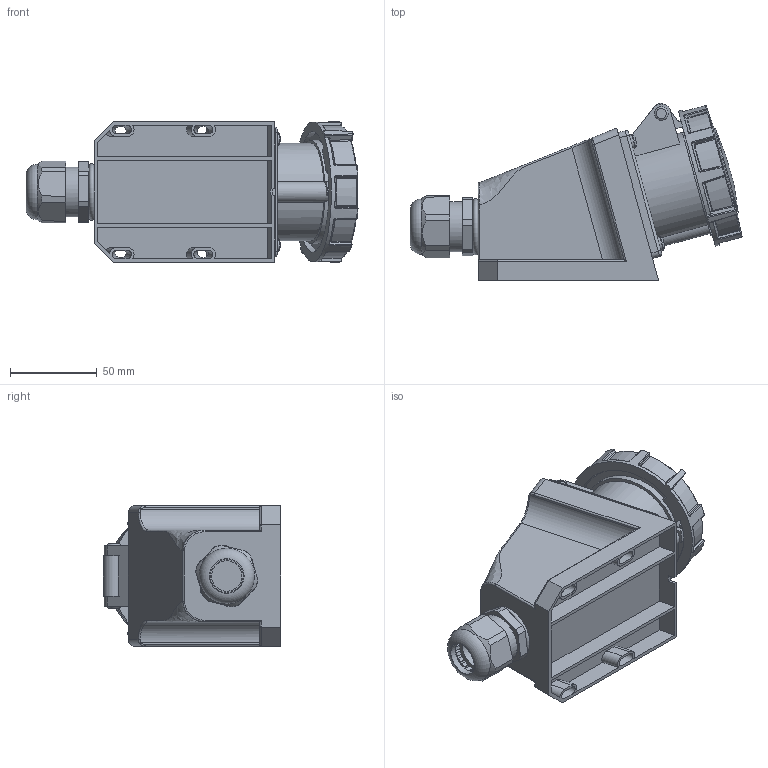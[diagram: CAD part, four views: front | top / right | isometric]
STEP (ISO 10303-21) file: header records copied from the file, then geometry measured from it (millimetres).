
FILE_DESCRIPTION (( 'STEP AP203' ), '1' );
FILE_NAME ('ps-1142-16-380.ÃÌ Ðîçåòêà ñòàöèîíàðíàÿ íàðóæíàÿ 1142 3Ð+ÐÅ 16À 380Â IP67 EKF PROxima.STEP', '2025-10-24T12:45:09', ( '' ), ( '' ), 'SwSTEP 2.0', 'SolidWorks 2021', '' );
FILE_SCHEMA (( 'CONFIG_CONTROL_DESIGN' ));
Length unit declared in the file: millimetre
Products named in the file (7): ps-1142-16-380.ÃÌ Ðîçåòêà ñòàöèîíàðíàÿ íàðóæíàÿ 1142 3Ð+ÐÅ 16À 380Â IP67 EKF PROxima; Êîïèÿ Êîïèÿ PS-1152-16-380.003 Êðûøêà^ps-1142-16-380.ÃÌ Ðîçåòêà ñòàöèîíàðíàÿ íàðóæíàÿ 1142 3Ð+ÐÅ 16À 380Â IP67 EKF PROxima; Êîïèÿ PS-1152-16-380.004 Øïëèíò^ps-1142-16-380.ÃÌ Ðîçåòêà ñòàöèîíàðíàÿ íàðóæíàÿ 1142 3Ð+ÐÅ 16À 380Â IP67 EKF PROxima; Êîïèÿ Êîïèÿ Âèíò Ì4 DIN 7985^ps-1142-16-380.ÃÌ Ðîçåòêà ñòàöèîíàðíàÿ íàðóæíàÿ 1142 3Ð+ÐÅ 16À 380Â IP67 EKF PROxima_‚¨­â Œ4å16 DIN 7985; Êîïèÿ PS-1152-16-380.002 Êîðïóñ^ps-1142-16-380.ÃÌ Ðîçåòêà ñòàöèîíàðíàÿ íàðóæíàÿ 1142 3Ð+ÐÅ 16À 380Â IP67 EKF PROxima; Êîïèÿ Êîïèÿ PS-1152-16-380.001 Îñíîâàíèå^ps-1142-16-380.ÃÌ Ðîçåòêà ñòàöèîíàðíàÿ íàðóæíàÿ 1142 3Ð+ÐÅ 16À 380Â IP67 EKF PROxima_00; Êîïèÿ Ñàëüíèê Ì25-1 IP68^ps-1142-16-380.ÃÌ Ðîçåòêà ñòàöèîíàðíàÿ íàðóæíàÿ 1142 3Ð+ÐÅ 16À 380Â IP67 EKF PROxima_00
Assembly tree (9 placements, depth 2):
  ps-1142-16-380.ÃÌ Ðîçåòêà ñòàöèîíàðíàÿ íàðóæíàÿ 1142 3Ð+ÐÅ 16À 380Â IP67 EKF PROxima
    Êîïèÿ Êîïèÿ PS-1152-16-380.001 Îñíîâàíèå^ps-1142-16-380.ÃÌ Ðîçåòêà ñòàöèîíàðíàÿ íàðóæíàÿ 1142 3Ð+ÐÅ 16À 380Â IP67 EKF PROxima_00
    Êîïèÿ PS-1152-16-380.002 Êîðïóñ^ps-1142-16-380.ÃÌ Ðîçåòêà ñòàöèîíàðíàÿ íàðóæíàÿ 1142 3Ð+ÐÅ 16À 380Â IP67 EKF PROxima
    Êîïèÿ Êîïèÿ PS-1152-16-380.003 Êðûøêà^ps-1142-16-380.ÃÌ Ðîçåòêà ñòàöèîíàðíàÿ íàðóæíàÿ 1142 3Ð+ÐÅ 16À 380Â IP67 EKF PROxima
    Êîïèÿ PS-1152-16-380.004 Øïëèíò^ps-1142-16-380.ÃÌ Ðîçåòêà ñòàöèîíàðíàÿ íàðóæíàÿ 1142 3Ð+ÐÅ 16À 380Â IP67 EKF PROxima
    Êîïèÿ Êîïèÿ Âèíò Ì4 DIN 7985^ps-1142-16-380.ÃÌ Ðîçåòêà ñòàöèîíàðíàÿ íàðóæíàÿ 1142 3Ð+ÐÅ 16À 380Â IP67 EKF PROxima_‚¨­â Œ4å16 DIN 7985  x4
    Êîïèÿ Ñàëüíèê Ì25-1 IP68^ps-1142-16-380.ÃÌ Ðîçåòêà ñòàöèîíàðíàÿ íàðóæíàÿ 1142 3Ð+ÐÅ 16À 380Â IP67 EKF PROxima_00
Bounding box: 191.34 x 102.03 x 81 mm (x, y, z)
Volume: 541018.8 mm3; surface area: 135842.7 mm2
Topology: 12 solids, 12 shells, 1199 faces, 2911 edges, 1759 vertices
Faces by surface type: plane 543, bspline 185, cone 183, cylinder 164, torus 101, sphere 23
Full cylindrical faces by diameter (mm): 4 x7, 4.8 x4, 5 x1, 5.2 x1, 5.4 x1, 5.6 x1, 6.5 x3, 7 x5, 8 x4, 8.3 x1, 8.35 x1, 11.75 x3, 17.5 x1, 19 x1, 21 x1, 22.5 x1, 27.5 x1, 28.8 x1, 40 x1, 40.75 x1, 45 x1, 50 x1
Entity records: 44220 total; most frequent: CARTESIAN_POINT 19695, ORIENTED_EDGE 5172, DIRECTION 4493, EDGE_CURVE 2586, AXIS2_PLACEMENT_3D 1699, VERTEX_POINT 1602, EDGE_LOOP 1242, FACE_OUTER_BOUND 1154
